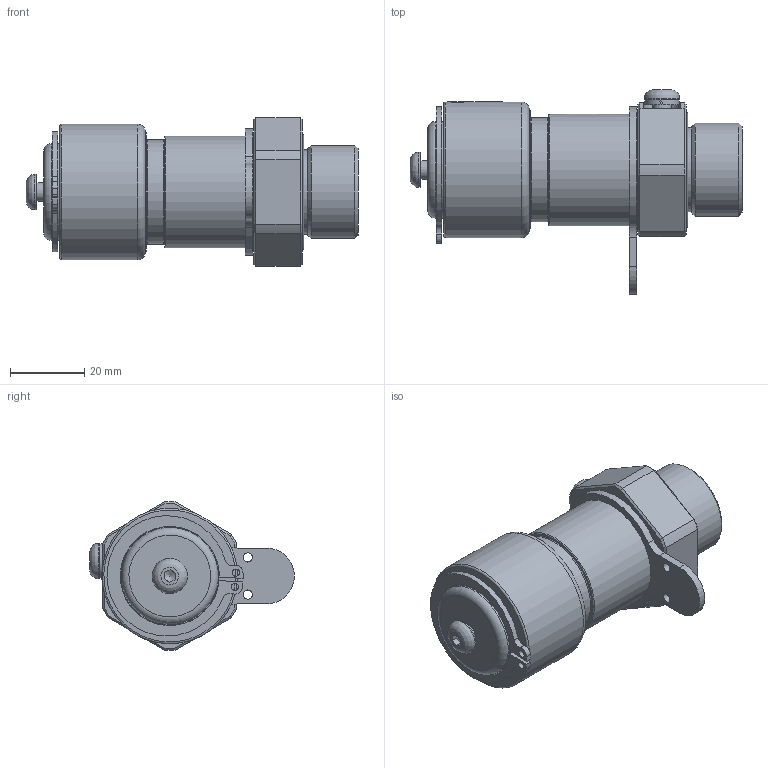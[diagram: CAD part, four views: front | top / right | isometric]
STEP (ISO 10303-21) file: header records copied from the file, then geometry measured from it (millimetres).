
FILE_DESCRIPTION(/* description */ (''),/* implementation_level */ '2;1');
FILE_NAME(/* name */ 'ControlEx Exd-16-S-BR.stp',/* time_stamp */ '2022-11-18T14:24:58+00:00',/* author */ ('areid2'),/* organization */ (''),/* preprocessor_version */ 'ST-DEVELOPER v18.1',/* originating_system */ 'Autodesk Inventor 2020',/* authorisation */ '');
FILE_SCHEMA (('AUTOMOTIVE_DESIGN { 1 0 10303 214 3 1 1 }'));
Length unit declared in the file: millimetre
Products named in the file (1): Part14
Bounding box: 89.27 x 55.05 x 39.99 mm (x, y, z)
Volume: 69400.8 mm3; surface area: 15315.9 mm2
Topology: 2 solids, 2 shells, 146 faces, 385 edges, 262 vertices
Faces by surface type: plane 74, cylinder 43, cone 19, torus 8, bspline 2
Full cylindrical faces by diameter (mm): 1.93 x2, 2.5 x2, 4 x2, 5 x2, 9.5 x2, 22.65 x1, 24.9 x1, 25 x1, 26 x2, 26.5 x1, 28 x2, 30 x1, 31.75 x1, 36.5 x1
Entity records: 4956 total; most frequent: CARTESIAN_POINT 1045, DIRECTION 807, ORIENTED_EDGE 766, EDGE_CURVE 383, AXIS2_PLACEMENT_3D 329, VERTEX_POINT 262, CIRCLE 178, EDGE_LOOP 177
